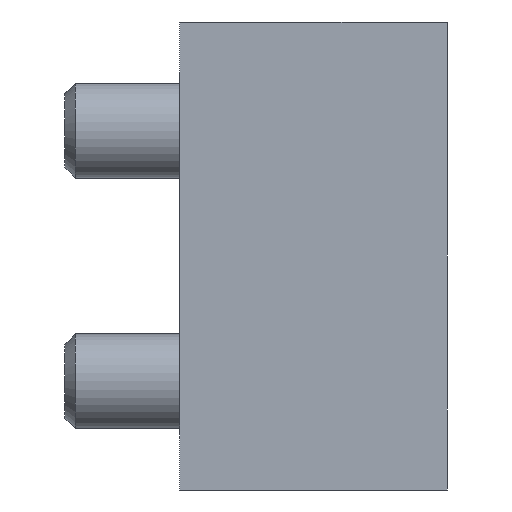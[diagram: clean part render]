
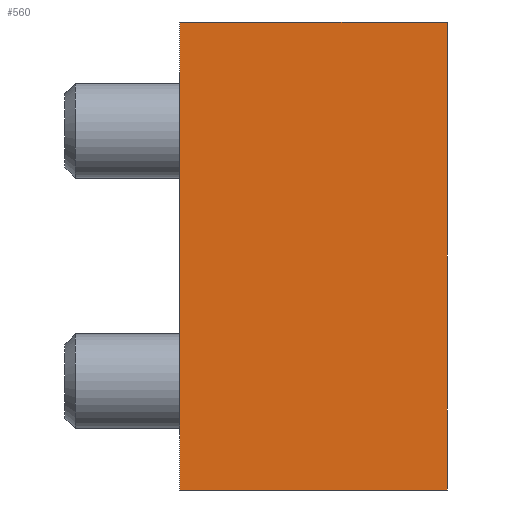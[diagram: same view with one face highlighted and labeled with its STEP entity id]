
A CAD part, front view. The second image highlights one B-rep face of the part: STEP entity #560.
In plain terms, the highlighted face is planar.
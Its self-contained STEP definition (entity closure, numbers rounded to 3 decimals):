
#104=ORIENTED_EDGE('',*,*,#231,.T.);
#105=ORIENTED_EDGE('',*,*,#213,.F.);
#106=ORIENTED_EDGE('',*,*,#232,.F.);
#107=ORIENTED_EDGE('',*,*,#219,.T.);
#213=EDGE_CURVE('',#279,#280,#331,.T.);
#219=EDGE_CURVE('',#286,#285,#337,.T.);
#231=EDGE_CURVE('',#285,#280,#345,.T.);
#232=EDGE_CURVE('',#286,#279,#346,.T.);
#279=VERTEX_POINT('',#864);
#280=VERTEX_POINT('',#866);
#285=VERTEX_POINT('',#877);
#286=VERTEX_POINT('',#879);
#331=LINE('',#865,#369);
#337=LINE('',#878,#375);
#345=LINE('',#902,#383);
#346=LINE('',#903,#384);
#369=VECTOR('',#690,1000.);
#375=VECTOR('',#698,1000.);
#383=VECTOR('',#722,1000.);
#384=VECTOR('',#723,1000.);
#410=EDGE_LOOP('',(#104,#105,#106,#107));
#476=FACE_BOUND('',#410,.T.);
#539=PLANE('',#625);
#560=ADVANCED_FACE('',(#476),#539,.F.);
#625=AXIS2_PLACEMENT_3D('',#901,#720,#721);
#690=DIRECTION('',(0.,0.,-1.));
#698=DIRECTION('',(0.,0.,-1.));
#720=DIRECTION('',(0.,-1.,0.));
#721=DIRECTION('',(0.,0.,-1.));
#722=DIRECTION('',(-1.,0.,0.));
#723=DIRECTION('',(-1.,0.,0.));
#864=CARTESIAN_POINT('',(-7.,45.,8.));
#865=CARTESIAN_POINT('',(-7.,45.,8.));
#866=CARTESIAN_POINT('',(-7.,45.,0.));
#877=CARTESIAN_POINT('',(7.,45.,0.));
#878=CARTESIAN_POINT('',(7.,45.,8.));
#879=CARTESIAN_POINT('',(7.,45.,8.));
#901=CARTESIAN_POINT('',(7.,45.,8.));
#902=CARTESIAN_POINT('',(7.,45.,0.));
#903=CARTESIAN_POINT('',(7.,45.,8.));
